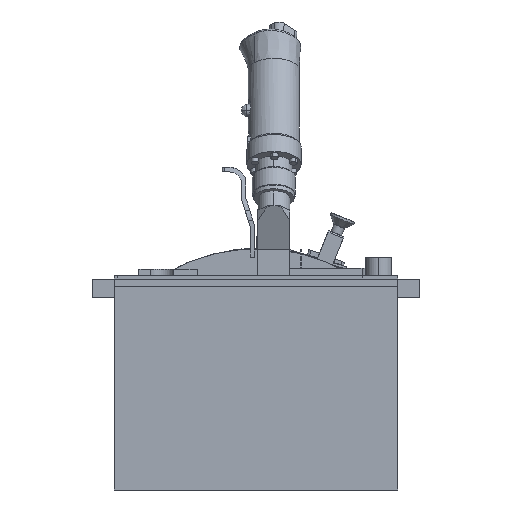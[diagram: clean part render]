
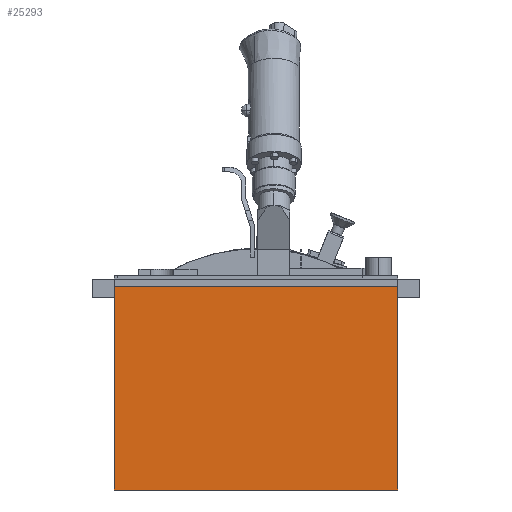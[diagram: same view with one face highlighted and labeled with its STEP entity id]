
A CAD part, left-side view. The second image highlights one B-rep face of the part: STEP entity #25293.
In plain terms, the highlighted planar face has unit normal (-1, 0, 0).
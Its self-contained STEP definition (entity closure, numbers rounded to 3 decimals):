
#25293 = ADVANCED_FACE('',(#25294),#25328,.T.);
#25294 = FACE_BOUND('',#25295,.T.);
#25295 = EDGE_LOOP('',(#25296,#25306,#25314,#25322));
#25296 = ORIENTED_EDGE('',*,*,#25297,.F.);
#25297 = EDGE_CURVE('',#25298,#25300,#25302,.T.);
#25298 = VERTEX_POINT('',#25299);
#25299 = CARTESIAN_POINT('',(-8.731,247.65,-6.35));
#25300 = VERTEX_POINT('',#25301);
#25301 = CARTESIAN_POINT('',(-8.731,0.,-6.35));
#25302 = LINE('',#25303,#25304);
#25303 = CARTESIAN_POINT('',(-8.731,247.65,-6.35));
#25304 = VECTOR('',#25305,1.);
#25305 = DIRECTION('',(0.,-1.,0.));
#25306 = ORIENTED_EDGE('',*,*,#25307,.T.);
#25307 = EDGE_CURVE('',#25298,#25308,#25310,.T.);
#25308 = VERTEX_POINT('',#25309);
#25309 = CARTESIAN_POINT('',(-8.731,247.65,-184.15));
#25310 = LINE('',#25311,#25312);
#25311 = CARTESIAN_POINT('',(-8.731,247.65,0.));
#25312 = VECTOR('',#25313,1.);
#25313 = DIRECTION('',(-0.,-0.,-1.));
#25314 = ORIENTED_EDGE('',*,*,#25315,.T.);
#25315 = EDGE_CURVE('',#25308,#25316,#25318,.T.);
#25316 = VERTEX_POINT('',#25317);
#25317 = CARTESIAN_POINT('',(-8.731,0.,-184.15));
#25318 = LINE('',#25319,#25320);
#25319 = CARTESIAN_POINT('',(-8.731,247.65,-184.15));
#25320 = VECTOR('',#25321,1.);
#25321 = DIRECTION('',(0.,-1.,0.));
#25322 = ORIENTED_EDGE('',*,*,#25323,.F.);
#25323 = EDGE_CURVE('',#25300,#25316,#25324,.T.);
#25324 = LINE('',#25325,#25326);
#25325 = CARTESIAN_POINT('',(-8.731,0.,0.));
#25326 = VECTOR('',#25327,1.);
#25327 = DIRECTION('',(-0.,-0.,-1.));
#25328 = PLANE('',#25329);
#25329 = AXIS2_PLACEMENT_3D('',#25330,#25331,#25332);
#25330 = CARTESIAN_POINT('',(-8.731,247.65,0.));
#25331 = DIRECTION('',(-1.,0.,0.));
#25332 = DIRECTION('',(0.,-1.,0.));
